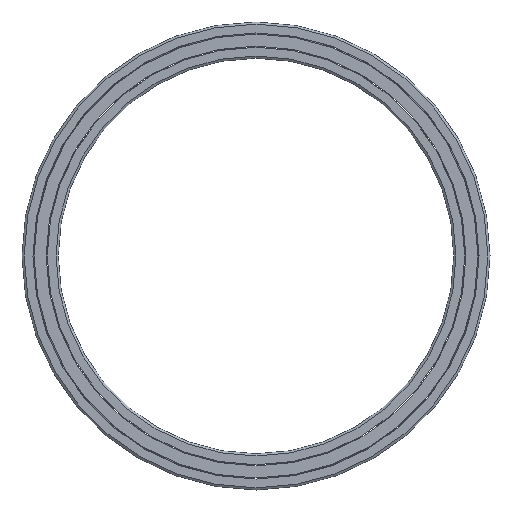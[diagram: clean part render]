
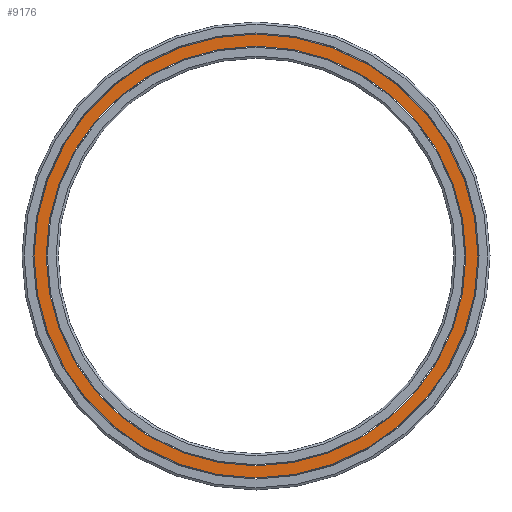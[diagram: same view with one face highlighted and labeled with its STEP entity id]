
A CAD part, left-side view. The second image highlights one B-rep face of the part: STEP entity #9176.
In plain terms, the highlighted planar face has unit normal (-1, 0, 0).
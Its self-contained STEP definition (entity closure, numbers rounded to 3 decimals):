
#3047=CARTESIAN_POINT('',(-3.5,-0.,-47.75));
#3048=VERTEX_POINT('',#3047);
#5994=CARTESIAN_POINT('',(-3.5,0.,0.));
#5995=DIRECTION('',(1.,0.,0.));
#5996=DIRECTION('',(0.,0.,-1.));
#5997=AXIS2_PLACEMENT_3D('',#5994,#5995,#5996);
#5998=CIRCLE('',#5997,47.75);
#5999=EDGE_CURVE('',#3048,#3048,#5998,.T.);
#6298=CARTESIAN_POINT('',(-3.5,-0.,-50.5));
#6299=VERTEX_POINT('',#6298);
#6306=CARTESIAN_POINT('',(-3.5,0.,0.));
#6307=DIRECTION('',(1.,0.,0.));
#6308=DIRECTION('',(0.,0.,-1.));
#6309=AXIS2_PLACEMENT_3D('',#6306,#6307,#6308);
#6310=CIRCLE('',#6309,50.5);
#6311=EDGE_CURVE('',#6299,#6299,#6310,.T.);
#9165=CARTESIAN_POINT('',(-3.5,0.,0.));
#9166=DIRECTION('',(1.,0.,0.));
#9167=DIRECTION('',(0.,0.,-1.));
#9168=AXIS2_PLACEMENT_3D('',#9165,#9166,#9167);
#9169=PLANE('',#9168);
#9170=ORIENTED_EDGE('',*,*,#5999,.T.);
#9171=EDGE_LOOP('',(#9170));
#9172=FACE_BOUND('',#9171,.T.);
#9173=ORIENTED_EDGE('',*,*,#6311,.F.);
#9174=EDGE_LOOP('',(#9173));
#9175=FACE_BOUND('',#9174,.T.);
#9176=ADVANCED_FACE('',(#9172,#9175),#9169,.F.);
